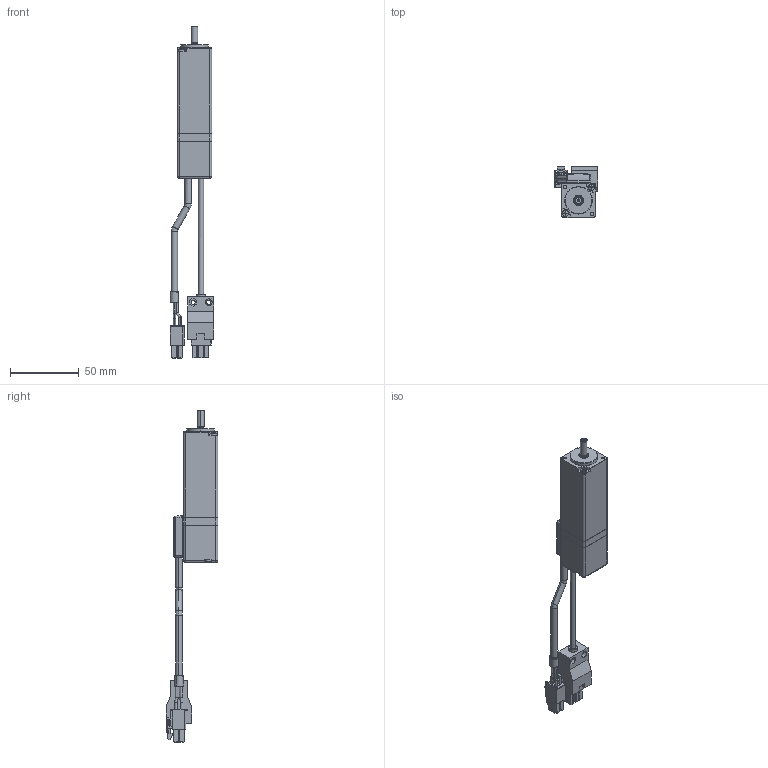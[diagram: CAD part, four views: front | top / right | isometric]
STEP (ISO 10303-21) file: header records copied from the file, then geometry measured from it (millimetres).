
FILE_DESCRIPTION( ('This file contains a STEP AP42 implementation' ,'as created by ZW3D STEP Interface translator.') ,'2;1' );
FILE_NAME( 'SV-X6MN005A-N6PA三维实体图.stp' ,'2311 1. 955 8', (''), ('ZWCAD Software Co.'), 'Version 1.0', 'ZW3D to STEP translator', '' );
FILE_SCHEMA(('AUTOMOTIVE_DESIGN { 1 0 10303 214 1 1 1 1 }'));
Length unit declared in the file: millimetre
Products named in the file (2): 0; SV-X6MN005A-N6PA001
Bounding box: 32.04 x 37.65 x 242.05 mm (x, y, z)
Volume: 74843.1 mm3; surface area: 25912.9 mm2
Topology: 1 solids, 1 shells, 1387 faces, 3708 edges, 2374 vertices
Faces by surface type: plane 852, cylinder 371, torus 75, cone 60, bspline 15, sphere 14
Entity records: 45383 total; most frequent: CARTESIAN_POINT 9228, ORIENTED_EDGE 7390, DIRECTION 7117, EDGE_CURVE 3694, VECTOR 2561, LINE 2561, VERTEX_POINT 2364, AXIS2_PLACEMENT_3D 2278
